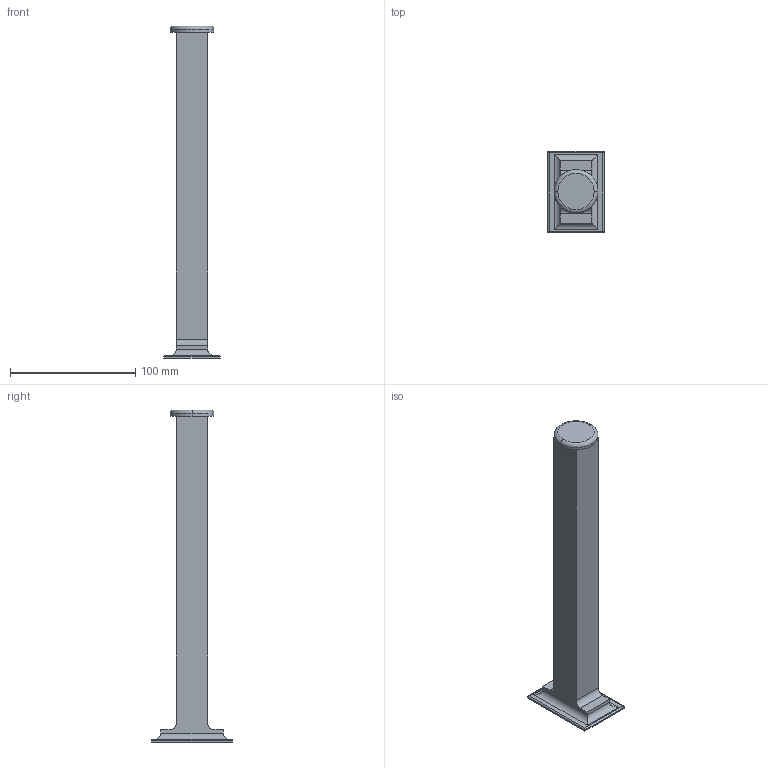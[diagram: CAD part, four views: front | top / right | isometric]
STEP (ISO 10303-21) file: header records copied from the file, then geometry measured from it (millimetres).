
FILE_DESCRIPTION (( 'STEP AP203' ), '1' );
FILE_NAME ('link 3_Default_sldprt.STEP', '2023-10-24T09:11:56', ( '' ), ( '' ), 'SwSTEP 2.0', 'SolidWorks 2021', '' );
FILE_SCHEMA (( 'CONFIG_CONTROL_DESIGN' ));
Length unit declared in the file: millimetre
Products named in the file (1): link 3_Default_sldprt
Bounding box: 45 x 65 x 265 mm (x, y, z)
Volume: 177780.4 mm3; surface area: 33080.1 mm2
Topology: 1 solids, 1 shells, 37 faces, 84 edges, 50 vertices
Faces by surface type: plane 23, cylinder 12, torus 2
Entity records: 1091 total; most frequent: CARTESIAN_POINT 196, DIRECTION 172, ORIENTED_EDGE 168, EDGE_CURVE 84, AXIS2_PLACEMENT_3D 58, VECTOR 56, LINE 56, VERTEX_POINT 50
